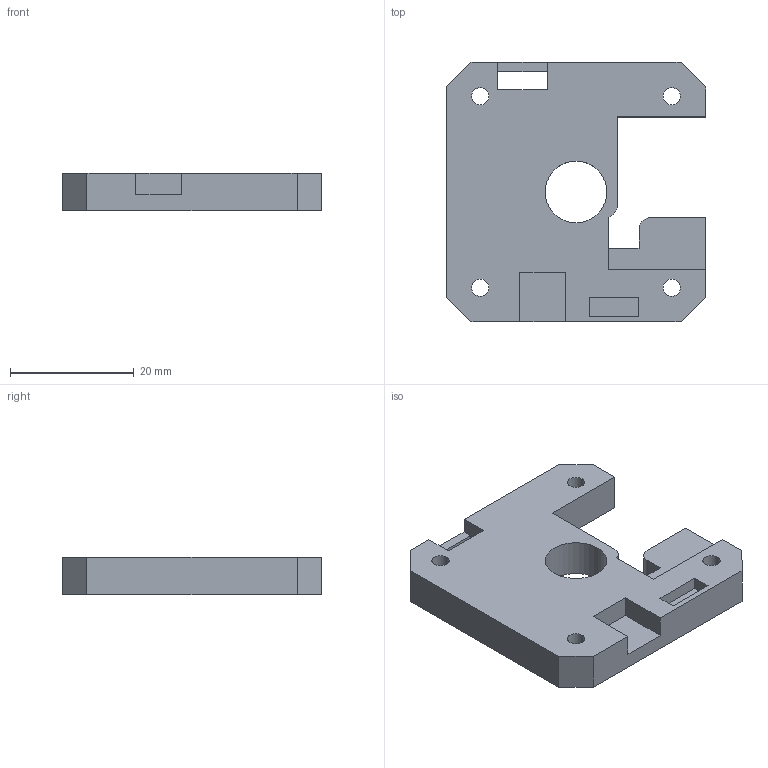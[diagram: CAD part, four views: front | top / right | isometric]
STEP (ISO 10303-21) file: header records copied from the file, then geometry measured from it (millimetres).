
FILE_DESCRIPTION (( 'STEP AP214' ), '1' );
FILE_NAME ('Spectral_micro_bracket.STEP', '2024-02-23T12:09:14', ( '' ), ( '' ), 'SwSTEP 2.0', 'SolidWorks 2020', '' );
FILE_SCHEMA (( 'AUTOMOTIVE_DESIGN' ));
Length unit declared in the file: millimetre
Products named in the file (1): Spectral_micro_bracket
Bounding box: 42 x 42 x 6.1 mm (x, y, z)
Volume: 7710.1 mm3; surface area: 4493 mm2
Topology: 1 solids, 1 shells, 45 faces, 129 edges, 86 vertices
Faces by surface type: plane 33, cylinder 12
Entity records: 1525 total; most frequent: CARTESIAN_POINT 261, ORIENTED_EDGE 258, DIRECTION 245, EDGE_CURVE 129, VECTOR 105, LINE 105, VERTEX_POINT 86, AXIS2_PLACEMENT_3D 70
